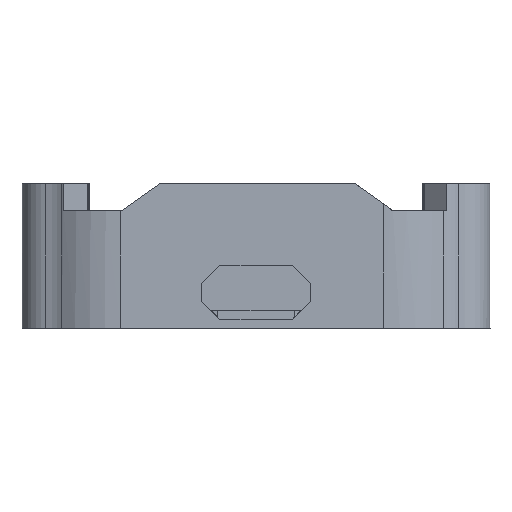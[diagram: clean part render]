
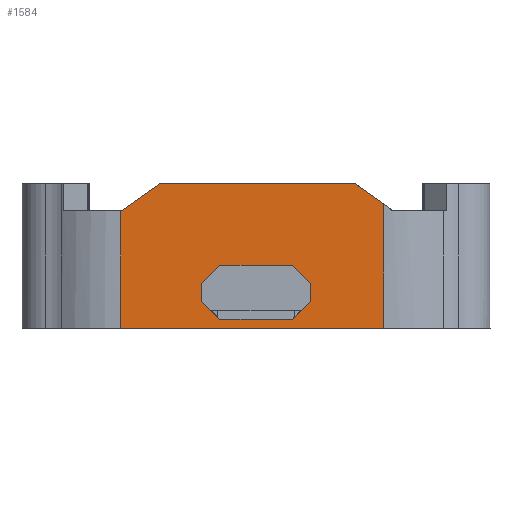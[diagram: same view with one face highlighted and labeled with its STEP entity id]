
A CAD part, front view. The second image highlights one B-rep face of the part: STEP entity #1584.
In plain terms, the highlighted planar face has unit normal (0, -1, 0).
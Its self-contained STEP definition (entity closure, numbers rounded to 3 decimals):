
#29=FACE_BOUND('',#240,.T.);
#75=PLANE('',#1764);
#150=FACE_OUTER_BOUND('',#239,.T.);
#239=EDGE_LOOP('',(#1424,#1425,#1426,#1427,#1428,#1429,#1430));
#240=EDGE_LOOP('',(#1431,#1432,#1433,#1434,#1435,#1436,#1437,#1438));
#311=LINE('',#2470,#458);
#314=LINE('',#2476,#461);
#319=LINE('',#2487,#466);
#324=LINE('',#2497,#471);
#325=LINE('',#2501,#472);
#330=LINE('',#2509,#477);
#331=LINE('',#2512,#478);
#335=LINE('',#2518,#482);
#353=LINE('',#2589,#500);
#363=LINE('',#2644,#510);
#366=LINE('',#2651,#513);
#369=LINE('',#2656,#516);
#386=LINE('',#2701,#533);
#387=LINE('',#2705,#534);
#388=LINE('',#2707,#535);
#458=VECTOR('',#1993,10.);
#461=VECTOR('',#1998,10.);
#466=VECTOR('',#2005,10.);
#471=VECTOR('',#2014,10.);
#472=VECTOR('',#2017,10.);
#477=VECTOR('',#2024,10.);
#478=VECTOR('',#2027,10.);
#482=VECTOR('',#2033,10.);
#500=VECTOR('',#2099,10.);
#510=VECTOR('',#2153,10.);
#513=VECTOR('',#2160,10.);
#516=VECTOR('',#2165,10.);
#533=VECTOR('',#2222,10.75);
#534=VECTOR('',#2227,10.);
#535=VECTOR('',#2230,10.);
#695=VERTEX_POINT('',#2467);
#696=VERTEX_POINT('',#2469);
#698=VERTEX_POINT('',#2475);
#702=VERTEX_POINT('',#2484);
#703=VERTEX_POINT('',#2486);
#707=VERTEX_POINT('',#2499);
#708=VERTEX_POINT('',#2500);
#711=VERTEX_POINT('',#2511);
#740=VERTEX_POINT('',#2586);
#741=VERTEX_POINT('',#2588);
#762=VERTEX_POINT('',#2640);
#764=VERTEX_POINT('',#2643);
#766=VERTEX_POINT('',#2650);
#767=VERTEX_POINT('',#2654);
#776=VERTEX_POINT('',#2703);
#883=EDGE_CURVE('',#695,#696,#311,.T.);
#886=EDGE_CURVE('',#698,#696,#314,.T.);
#891=EDGE_CURVE('',#702,#703,#319,.T.);
#897=EDGE_CURVE('',#695,#703,#324,.T.);
#898=EDGE_CURVE('',#707,#708,#325,.T.);
#903=EDGE_CURVE('',#702,#708,#330,.T.);
#904=EDGE_CURVE('',#698,#711,#331,.T.);
#908=EDGE_CURVE('',#707,#711,#335,.T.);
#943=EDGE_CURVE('',#741,#740,#353,.T.);
#970=EDGE_CURVE('',#762,#764,#363,.T.);
#974=EDGE_CURVE('',#766,#764,#366,.T.);
#977=EDGE_CURVE('',#766,#767,#369,.T.);
#1000=EDGE_CURVE('',#741,#762,#386,.T.);
#1002=EDGE_CURVE('',#776,#767,#387,.T.);
#1003=EDGE_CURVE('',#776,#740,#388,.T.);
#1424=ORIENTED_EDGE('',*,*,#1003,.F.);
#1425=ORIENTED_EDGE('',*,*,#1002,.T.);
#1426=ORIENTED_EDGE('',*,*,#977,.F.);
#1427=ORIENTED_EDGE('',*,*,#974,.T.);
#1428=ORIENTED_EDGE('',*,*,#970,.F.);
#1429=ORIENTED_EDGE('',*,*,#1000,.F.);
#1430=ORIENTED_EDGE('',*,*,#943,.T.);
#1431=ORIENTED_EDGE('',*,*,#908,.T.);
#1432=ORIENTED_EDGE('',*,*,#904,.F.);
#1433=ORIENTED_EDGE('',*,*,#886,.T.);
#1434=ORIENTED_EDGE('',*,*,#883,.F.);
#1435=ORIENTED_EDGE('',*,*,#897,.T.);
#1436=ORIENTED_EDGE('',*,*,#891,.F.);
#1437=ORIENTED_EDGE('',*,*,#903,.T.);
#1438=ORIENTED_EDGE('',*,*,#898,.F.);
#1584=ADVANCED_FACE('',(#150,#29),#75,.F.);
#1764=AXIS2_PLACEMENT_3D('',#2706,#2228,#2229);
#1993=DIRECTION('',(0.707,0.,0.707));
#1998=DIRECTION('',(0.,0.,-1.));
#2005=DIRECTION('',(0.707,0.,-0.707));
#2014=DIRECTION('',(-1.,0.,0.));
#2017=DIRECTION('',(-0.707,0.,-0.707));
#2024=DIRECTION('',(0.,0.,1.));
#2027=DIRECTION('',(-0.707,0.,0.707));
#2033=DIRECTION('',(1.,0.,0.));
#2099=DIRECTION('',(1.,0.,0.));
#2153=DIRECTION('',(1.,0.,0.));
#2160=DIRECTION('',(-0.817,0.,-0.577));
#2165=DIRECTION('',(1.,0.,0.));
#2222=DIRECTION('',(0.,0.,1.));
#2227=DIRECTION('',(-0.816,0.,0.578));
#2228=DIRECTION('center_axis',(0.,1.,0.));
#2229=DIRECTION('ref_axis',(1.,0.,0.));
#2230=DIRECTION('',(0.,0.,-1.));
#2467=CARTESIAN_POINT('',(4.,-19.2,1.));
#2469=CARTESIAN_POINT('',(6.,-19.2,3.));
#2470=CARTESIAN_POINT('',(2.519,-19.2,-0.481));
#2475=CARTESIAN_POINT('',(6.,-19.2,5.));
#2476=CARTESIAN_POINT('',(6.,-19.2,11.5));
#2484=CARTESIAN_POINT('',(-6.,-19.2,3.));
#2486=CARTESIAN_POINT('',(-4.,-19.2,1.));
#2487=CARTESIAN_POINT('',(-11.981,-19.2,8.981));
#2497=CARTESIAN_POINT('',(-6.462,-19.2,1.));
#2499=CARTESIAN_POINT('',(-4.,-19.2,7.));
#2500=CARTESIAN_POINT('',(-6.,-19.2,5.));
#2501=CARTESIAN_POINT('',(-5.981,-19.2,5.019));
#2509=CARTESIAN_POINT('',(-6.,-19.2,8.5));
#2511=CARTESIAN_POINT('',(4.,-19.2,7.));
#2512=CARTESIAN_POINT('',(-3.481,-19.2,14.481));
#2518=CARTESIAN_POINT('',(-12.462,-19.2,7.));
#2586=CARTESIAN_POINT('',(14.141,-19.2,0.));
#2588=CARTESIAN_POINT('',(-14.986,-19.2,0.));
#2589=CARTESIAN_POINT('',(-18.924,-19.2,0.));
#2640=CARTESIAN_POINT('',(-14.986,-19.2,13.));
#2643=CARTESIAN_POINT('',(-14.948,-19.2,13.));
#2644=CARTESIAN_POINT('',(-18.034,-19.2,13.));
#2650=CARTESIAN_POINT('',(-10.698,-19.2,16.));
#2651=CARTESIAN_POINT('',(-13.452,-19.2,14.056));
#2654=CARTESIAN_POINT('',(11.013,-19.2,16.));
#2656=CARTESIAN_POINT('',(-18.924,-19.2,16.));
#2701=CARTESIAN_POINT('',(-14.986,-19.2,0.));
#2703=CARTESIAN_POINT('',(14.141,-19.2,13.785));
#2705=CARTESIAN_POINT('',(0.676,-19.2,23.319));
#2706=CARTESIAN_POINT('Origin',(-18.924,-19.2,16.));
#2707=CARTESIAN_POINT('',(14.141,-19.2,16.));
